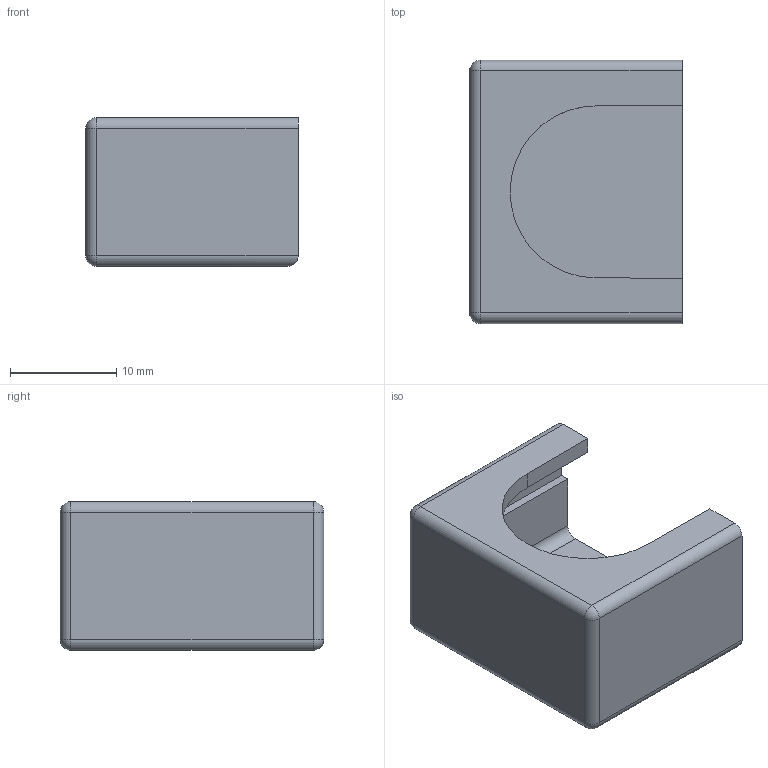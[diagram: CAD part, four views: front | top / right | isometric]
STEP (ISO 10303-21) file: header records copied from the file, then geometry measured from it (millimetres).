
FILE_DESCRIPTION(('FreeCAD Model'),'2;1');
FILE_NAME('Open CASCADE Shape Model','2025-11-17T11:11:15',(''),(''), 'Open CASCADE STEP processor 7.7','FreeCAD','Unknown');
FILE_SCHEMA(('AUTOMOTIVE_DESIGN { 1 0 10303 214 1 1 1 1 }'));
Length unit declared in the file: millimetre
Products named in the file (1): Cap
Bounding box: 20 x 24.8 x 14 mm (x, y, z)
Volume: 2295.1 mm3; surface area: 2931.6 mm2
Topology: 1 solids, 1 shells, 39 faces, 101 edges, 60 vertices
Faces by surface type: plane 21, cylinder 14, sphere 4
Entity records: 1167 total; most frequent: DIRECTION 203, CARTESIAN_POINT 197, ORIENTED_EDGE 194, EDGE_CURVE 97, LINE 71, VECTOR 71, AXIS2_PLACEMENT_3D 66, VERTEX_POINT 60
